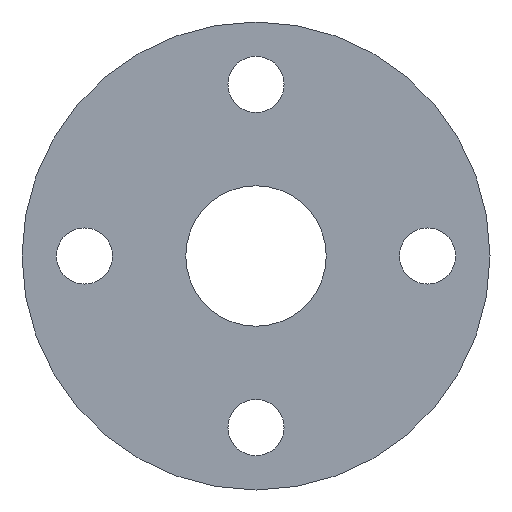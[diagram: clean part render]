
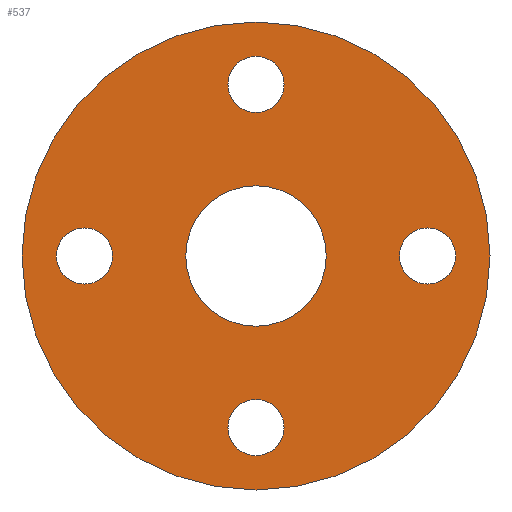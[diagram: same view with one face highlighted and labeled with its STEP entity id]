
A CAD part, front view. The second image highlights one B-rep face of the part: STEP entity #537.
In plain terms, the highlighted planar face has unit normal (0, -1, 0).
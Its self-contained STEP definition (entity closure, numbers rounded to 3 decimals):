
#8 = CARTESIAN_POINT ( 'NONE',  ( 0., 0., 22.5 ) ) ;
#12 = EDGE_CURVE ( 'NONE', #333, #430, #542, .T. ) ;
#13 = FACE_BOUND ( 'NONE', #163, .T. ) ;
#21 = DIRECTION ( 'NONE',  ( 0., 0., 1. ) ) ;
#22 = DIRECTION ( 'NONE',  ( 0., 1., 0. ) ) ;
#25 = DIRECTION ( 'NONE',  ( 0., -1., 0. ) ) ;
#31 = AXIS2_PLACEMENT_3D ( 'NONE', #383, #420, #42 ) ;
#33 = DIRECTION ( 'NONE',  ( 0., 0., -1. ) ) ;
#42 = DIRECTION ( 'NONE',  ( 0., 0., -1. ) ) ;
#43 = EDGE_LOOP ( 'NONE', ( #51, #541 ) ) ;
#51 = ORIENTED_EDGE ( 'NONE', *, *, #12, .T. ) ;
#56 = CIRCLE ( 'NONE', #31, 9. ) ;
#58 = CARTESIAN_POINT ( 'NONE',  ( 0., 0., 75. ) ) ;
#60 = DIRECTION ( 'NONE',  ( 0., 0., -1. ) ) ;
#71 = DIRECTION ( 'NONE',  ( 0., 0., -1. ) ) ;
#74 = VERTEX_POINT ( 'NONE', #240 ) ;
#78 = DIRECTION ( 'NONE',  ( 0., -1., 0. ) ) ;
#80 = VERTEX_POINT ( 'NONE', #156 ) ;
#84 = VERTEX_POINT ( 'NONE', #324 ) ;
#95 = DIRECTION ( 'NONE',  ( 0., 0., -1. ) ) ;
#101 = CARTESIAN_POINT ( 'NONE',  ( 0., 0., 0. ) ) ;
#102 = EDGE_CURVE ( 'NONE', #110, #74, #230, .T. ) ;
#108 = EDGE_CURVE ( 'NONE', #74, #110, #487, .T. ) ;
#110 = VERTEX_POINT ( 'NONE', #499 ) ;
#111 = CARTESIAN_POINT ( 'NONE',  ( -55., 0., 0. ) ) ;
#113 = DIRECTION ( 'NONE',  ( 0., -1., 0. ) ) ;
#119 = DIRECTION ( 'NONE',  ( 0., -1., 0. ) ) ;
#122 = EDGE_CURVE ( 'NONE', #335, #243, #423, .T. ) ;
#123 = CIRCLE ( 'NONE', #431, 9. ) ;
#126 = CARTESIAN_POINT ( 'NONE',  ( 0., 0., 55. ) ) ;
#127 = ORIENTED_EDGE ( 'NONE', *, *, #361, .F. ) ;
#130 = AXIS2_PLACEMENT_3D ( 'NONE', #374, #279, #242 ) ;
#133 = FACE_OUTER_BOUND ( 'NONE', #284, .T. ) ;
#134 = DIRECTION ( 'NONE',  ( 0., 0., 1. ) ) ;
#135 = FACE_BOUND ( 'NONE', #318, .T. ) ;
#138 = CIRCLE ( 'NONE', #363, 9. ) ;
#141 = ORIENTED_EDGE ( 'NONE', *, *, #216, .F. ) ;
#156 = CARTESIAN_POINT ( 'NONE',  ( 55., 0., -9. ) ) ;
#160 = DIRECTION ( 'NONE',  ( 0., 0., 1. ) ) ;
#161 = CARTESIAN_POINT ( 'NONE',  ( 0., 0., -75. ) ) ;
#163 = EDGE_LOOP ( 'NONE', ( #127, #170 ) ) ;
#166 = AXIS2_PLACEMENT_3D ( 'NONE', #320, #200, #160 ) ;
#170 = ORIENTED_EDGE ( 'NONE', *, *, #308, .F. ) ;
#175 = CIRCLE ( 'NONE', #544, 9. ) ;
#179 = EDGE_CURVE ( 'NONE', #430, #333, #221, .T. ) ;
#184 = AXIS2_PLACEMENT_3D ( 'NONE', #482, #317, #21 ) ;
#200 = DIRECTION ( 'NONE',  ( 0., 1., 0. ) ) ;
#212 = AXIS2_PLACEMENT_3D ( 'NONE', #101, #22, #134 ) ;
#215 = VERTEX_POINT ( 'NONE', #283 ) ;
#216 = EDGE_CURVE ( 'NONE', #471, #401, #138, .T. ) ;
#219 = FACE_BOUND ( 'NONE', #473, .T. ) ;
#221 = CIRCLE ( 'NONE', #130, 22.5 ) ;
#226 = FACE_BOUND ( 'NONE', #43, .T. ) ;
#230 = CIRCLE ( 'NONE', #304, 9. ) ;
#237 = CARTESIAN_POINT ( 'NONE',  ( -55., 0., 0. ) ) ;
#240 = CARTESIAN_POINT ( 'NONE',  ( -55., 0., -9. ) ) ;
#242 = DIRECTION ( 'NONE',  ( 0., 0., 1. ) ) ;
#243 = VERTEX_POINT ( 'NONE', #161 ) ;
#252 = DIRECTION ( 'NONE',  ( 0., 0., -1. ) ) ;
#264 = ORIENTED_EDGE ( 'NONE', *, *, #511, .F. ) ;
#276 = ORIENTED_EDGE ( 'NONE', *, *, #434, .F. ) ;
#279 = DIRECTION ( 'NONE',  ( 0., 1., 0. ) ) ;
#283 = CARTESIAN_POINT ( 'NONE',  ( 55., 0., 9. ) ) ;
#284 = EDGE_LOOP ( 'NONE', ( #436, #276 ) ) ;
#293 = CARTESIAN_POINT ( 'NONE',  ( 0., 0., 46. ) ) ;
#294 = ORIENTED_EDGE ( 'NONE', *, *, #501, .F. ) ;
#296 = CARTESIAN_POINT ( 'NONE',  ( 0., 0., -55. ) ) ;
#301 = CARTESIAN_POINT ( 'NONE',  ( 0., 0., -64. ) ) ;
#302 = ORIENTED_EDGE ( 'NONE', *, *, #338, .F. ) ;
#304 = AXIS2_PLACEMENT_3D ( 'NONE', #237, #78, #33 ) ;
#306 = CARTESIAN_POINT ( 'NONE',  ( 0., 0., 75. ) ) ;
#308 = EDGE_CURVE ( 'NONE', #84, #359, #56, .T. ) ;
#309 = CARTESIAN_POINT ( 'NONE',  ( 55., 0., 0. ) ) ;
#317 = DIRECTION ( 'NONE',  ( 0., 1., 0. ) ) ;
#318 = EDGE_LOOP ( 'NONE', ( #385, #518 ) ) ;
#320 = CARTESIAN_POINT ( 'NONE',  ( 0., 0., 0. ) ) ;
#324 = CARTESIAN_POINT ( 'NONE',  ( 0., 0., -46. ) ) ;
#329 = CIRCLE ( 'NONE', #469, 9. ) ;
#333 = VERTEX_POINT ( 'NONE', #8 ) ;
#335 = VERTEX_POINT ( 'NONE', #306 ) ;
#338 = EDGE_CURVE ( 'NONE', #401, #471, #123, .T. ) ;
#349 = DIRECTION ( 'NONE',  ( 0., 0., -1. ) ) ;
#358 = CARTESIAN_POINT ( 'NONE',  ( 0., 0., -22.5 ) ) ;
#359 = VERTEX_POINT ( 'NONE', #301 ) ;
#361 = EDGE_CURVE ( 'NONE', #359, #84, #506, .T. ) ;
#363 = AXIS2_PLACEMENT_3D ( 'NONE', #367, #532, #71 ) ;
#367 = CARTESIAN_POINT ( 'NONE',  ( 0., 0., 55. ) ) ;
#374 = CARTESIAN_POINT ( 'NONE',  ( 0., 0., 0. ) ) ;
#383 = CARTESIAN_POINT ( 'NONE',  ( 0., 0., -55. ) ) ;
#385 = ORIENTED_EDGE ( 'NONE', *, *, #108, .F. ) ;
#388 = EDGE_LOOP ( 'NONE', ( #302, #141 ) ) ;
#391 = FACE_BOUND ( 'NONE', #388, .T. ) ;
#400 = DIRECTION ( 'NONE',  ( 0., -1., 0. ) ) ;
#401 = VERTEX_POINT ( 'NONE', #293 ) ;
#402 = CARTESIAN_POINT ( 'NONE',  ( 55., 0., 0. ) ) ;
#420 = DIRECTION ( 'NONE',  ( 0., -1., 0. ) ) ;
#423 = CIRCLE ( 'NONE', #166, 75. ) ;
#429 = DIRECTION ( 'NONE',  ( 0., -1., 0. ) ) ;
#430 = VERTEX_POINT ( 'NONE', #358 ) ;
#431 = AXIS2_PLACEMENT_3D ( 'NONE', #126, #463, #252 ) ;
#434 = EDGE_CURVE ( 'NONE', #243, #335, #440, .T. ) ;
#436 = ORIENTED_EDGE ( 'NONE', *, *, #122, .F. ) ;
#440 = CIRCLE ( 'NONE', #184, 75. ) ;
#459 = AXIS2_PLACEMENT_3D ( 'NONE', #111, #113, #495 ) ;
#461 = DIRECTION ( 'NONE',  ( 0., 0., -1. ) ) ;
#463 = DIRECTION ( 'NONE',  ( 0., -1., 0. ) ) ;
#469 = AXIS2_PLACEMENT_3D ( 'NONE', #402, #25, #95 ) ;
#471 = VERTEX_POINT ( 'NONE', #517 ) ;
#472 = PLANE ( 'NONE',  #488 ) ;
#473 = EDGE_LOOP ( 'NONE', ( #264, #294 ) ) ;
#482 = CARTESIAN_POINT ( 'NONE',  ( 0., 0., 0. ) ) ;
#487 = CIRCLE ( 'NONE', #459, 9. ) ;
#488 = AXIS2_PLACEMENT_3D ( 'NONE', #58, #429, #349 ) ;
#495 = DIRECTION ( 'NONE',  ( 0., 0., -1. ) ) ;
#499 = CARTESIAN_POINT ( 'NONE',  ( -55., 0., 9. ) ) ;
#501 = EDGE_CURVE ( 'NONE', #215, #80, #175, .T. ) ;
#506 = CIRCLE ( 'NONE', #525, 9. ) ;
#511 = EDGE_CURVE ( 'NONE', #80, #215, #329, .T. ) ;
#517 = CARTESIAN_POINT ( 'NONE',  ( 0., 0., 64. ) ) ;
#518 = ORIENTED_EDGE ( 'NONE', *, *, #102, .F. ) ;
#525 = AXIS2_PLACEMENT_3D ( 'NONE', #296, #119, #461 ) ;
#532 = DIRECTION ( 'NONE',  ( 0., -1., 0. ) ) ;
#537 = ADVANCED_FACE ( 'NONE', ( #219, #391, #135, #13, #226, #133 ), #472, .T. ) ;
#541 = ORIENTED_EDGE ( 'NONE', *, *, #179, .T. ) ;
#542 = CIRCLE ( 'NONE', #212, 22.5 ) ;
#544 = AXIS2_PLACEMENT_3D ( 'NONE', #309, #400, #60 ) ;
